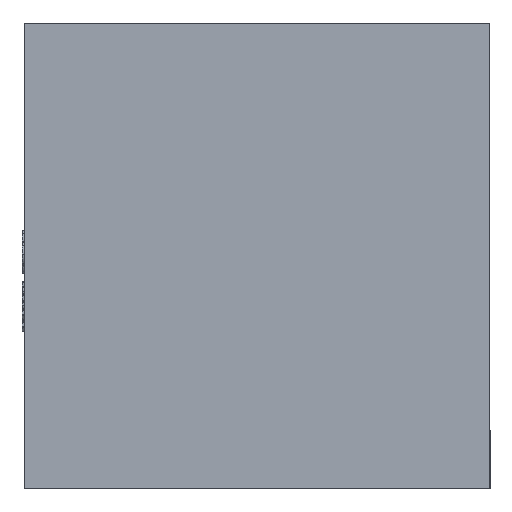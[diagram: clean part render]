
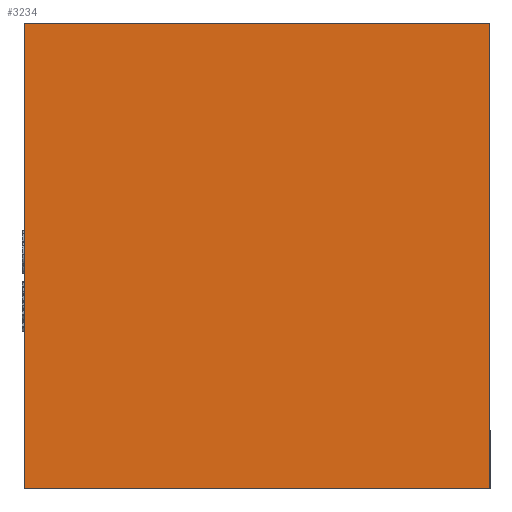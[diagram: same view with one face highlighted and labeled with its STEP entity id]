
A CAD part, top view. The second image highlights one B-rep face of the part: STEP entity #3234.
In plain terms, the highlighted planar face has unit normal (0, 0, 1).
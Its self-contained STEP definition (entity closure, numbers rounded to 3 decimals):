
#200 = CARTESIAN_POINT ( 'NONE',  ( 0., 0., 0.7 ) ) ;
#328 = DIRECTION ( 'NONE',  ( 1., 0., 0. ) ) ;
#825 = VERTEX_POINT ( 'NONE', #6721 ) ;
#998 = CARTESIAN_POINT ( 'NONE',  ( -1., -1., 0.7 ) ) ;
#1519 = EDGE_CURVE ( 'NONE', #825, #12101, #7402, .T. ) ;
#3234 = ADVANCED_FACE ( 'NONE', ( #14469 ), #11163, .F. ) ;
#3412 = EDGE_LOOP ( 'NONE', ( #8323, #15423, #13312, #7371 ) ) ;
#3690 = DIRECTION ( 'NONE',  ( -1., 0., 0. ) ) ;
#4029 = CARTESIAN_POINT ( 'NONE',  ( 1., -1., 0.7 ) ) ;
#5455 = EDGE_CURVE ( 'NONE', #6176, #825, #15430, .T. ) ;
#6176 = VERTEX_POINT ( 'NONE', #6638 ) ;
#6360 = DIRECTION ( 'NONE',  ( -1., 0., 0. ) ) ;
#6493 = CARTESIAN_POINT ( 'NONE',  ( 1., -1., 0.7 ) ) ;
#6638 = CARTESIAN_POINT ( 'NONE',  ( -1., 1., 0.7 ) ) ;
#6721 = CARTESIAN_POINT ( 'NONE',  ( -1., -1., 0.7 ) ) ;
#7042 = VECTOR ( 'NONE', #3690, 1000. ) ;
#7371 = ORIENTED_EDGE ( 'NONE', *, *, #1519, .T. ) ;
#7402 = LINE ( 'NONE', #9612, #11310 ) ;
#8323 = ORIENTED_EDGE ( 'NONE', *, *, #14507, .T. ) ;
#9072 = LINE ( 'NONE', #6493, #14266 ) ;
#9612 = CARTESIAN_POINT ( 'NONE',  ( -1., -1., 0.7 ) ) ;
#9887 = EDGE_CURVE ( 'NONE', #10758, #6176, #13195, .T. ) ;
#10362 = VECTOR ( 'NONE', #10549, 1000. ) ;
#10549 = DIRECTION ( 'NONE',  ( 0., -1., 0. ) ) ;
#10758 = VERTEX_POINT ( 'NONE', #13712 ) ;
#10828 = CARTESIAN_POINT ( 'NONE',  ( -1., 1., 0.7 ) ) ;
#11006 = DIRECTION ( 'NONE',  ( 0., 0., -1. ) ) ;
#11163 = PLANE ( 'NONE',  #13536 ) ;
#11310 = VECTOR ( 'NONE', #328, 1000. ) ;
#12101 = VERTEX_POINT ( 'NONE', #4029 ) ;
#12557 = DIRECTION ( 'NONE',  ( 0., 1., 0. ) ) ;
#13195 = LINE ( 'NONE', #10828, #7042 ) ;
#13312 = ORIENTED_EDGE ( 'NONE', *, *, #5455, .T. ) ;
#13536 = AXIS2_PLACEMENT_3D ( 'NONE', #200, #11006, #6360 ) ;
#13712 = CARTESIAN_POINT ( 'NONE',  ( 1., 1., 0.7 ) ) ;
#14266 = VECTOR ( 'NONE', #12557, 1000. ) ;
#14469 = FACE_OUTER_BOUND ( 'NONE', #3412, .T. ) ;
#14507 = EDGE_CURVE ( 'NONE', #12101, #10758, #9072, .T. ) ;
#15423 = ORIENTED_EDGE ( 'NONE', *, *, #9887, .T. ) ;
#15430 = LINE ( 'NONE', #998, #10362 ) ;
